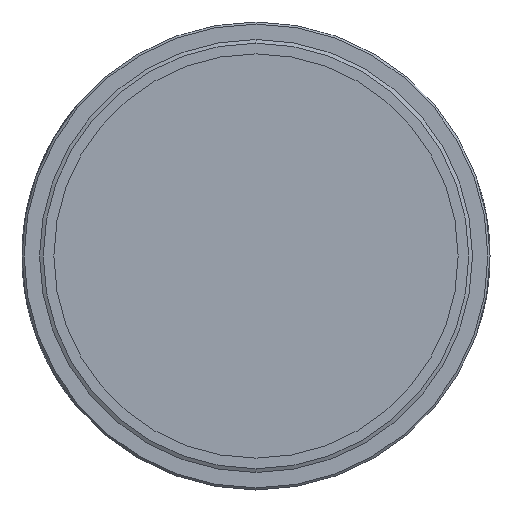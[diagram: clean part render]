
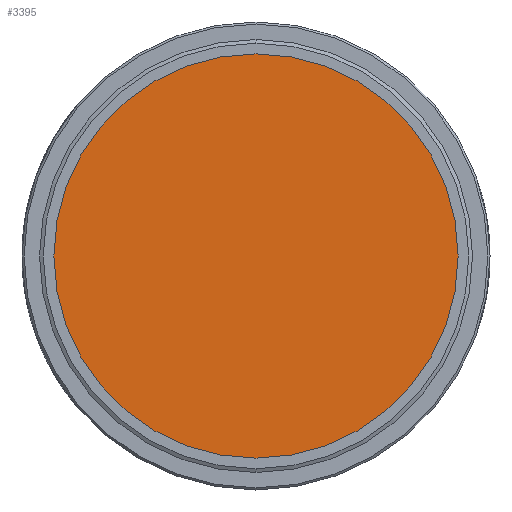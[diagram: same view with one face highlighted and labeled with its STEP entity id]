
A CAD part, left-side view. The second image highlights one B-rep face of the part: STEP entity #3395.
In plain terms, the highlighted planar face has unit normal (-1, 0, 0).
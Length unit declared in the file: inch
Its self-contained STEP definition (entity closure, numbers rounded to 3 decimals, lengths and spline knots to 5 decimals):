
#789 = ORIENTED_EDGE ( 'NONE', *, *, #12449, .F. ) ;
#1278 = PLANE ( 'NONE',  #13072 ) ;
#2499 = DIRECTION ( 'NONE',  ( 1., 0., 0. ) ) ;
#3395 = ADVANCED_FACE ( 'NONE', ( #7250 ), #1278, .F. ) ;
#3875 = CIRCLE ( 'NONE', #15059, 1. ) ;
#4579 = DIRECTION ( 'NONE',  ( 1., 0., 0. ) ) ;
#4908 = DIRECTION ( 'NONE',  ( 1., 0., 0. ) ) ;
#5969 = VERTEX_POINT ( 'NONE', #10756 ) ;
#6165 = VERTEX_POINT ( 'NONE', #6579 ) ;
#6579 = CARTESIAN_POINT ( 'NONE',  ( -0.105, 0.5217, -0.85313 ) ) ;
#7250 = FACE_OUTER_BOUND ( 'NONE', #10234, .T. ) ;
#8008 = AXIS2_PLACEMENT_3D ( 'NONE', #12193, #4908, #13420 ) ;
#9458 = CIRCLE ( 'NONE', #8008, 1. ) ;
#9772 = CARTESIAN_POINT ( 'NONE',  ( -0.105, 0., 0. ) ) ;
#10234 = EDGE_LOOP ( 'NONE', ( #13002, #789 ) ) ;
#10756 = CARTESIAN_POINT ( 'NONE',  ( -0.105, -0.5217, 0.85313 ) ) ;
#10983 = DIRECTION ( 'NONE',  ( 0., 0.522, -0.853 ) ) ;
#11858 = CARTESIAN_POINT ( 'NONE',  ( -0.105, 0., 0. ) ) ;
#12193 = CARTESIAN_POINT ( 'NONE',  ( -0.105, 0., 0. ) ) ;
#12449 = EDGE_CURVE ( 'NONE', #5969, #6165, #9458, .T. ) ;
#13002 = ORIENTED_EDGE ( 'NONE', *, *, #13774, .F. ) ;
#13072 = AXIS2_PLACEMENT_3D ( 'NONE', #9772, #2499, #10983 ) ;
#13083 = DIRECTION ( 'NONE',  ( 0., 0.522, -0.853 ) ) ;
#13420 = DIRECTION ( 'NONE',  ( 0., 0.522, -0.853 ) ) ;
#13774 = EDGE_CURVE ( 'NONE', #6165, #5969, #3875, .T. ) ;
#15059 = AXIS2_PLACEMENT_3D ( 'NONE', #11858, #4579, #13083 ) ;
